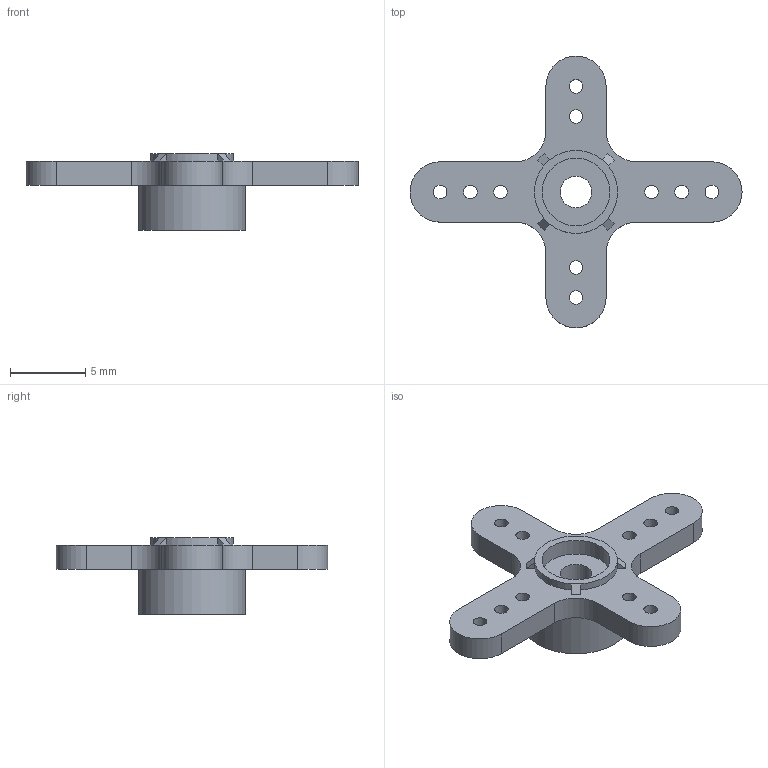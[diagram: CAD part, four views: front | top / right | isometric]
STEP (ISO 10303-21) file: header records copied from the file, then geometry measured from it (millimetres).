
FILE_DESCRIPTION(('FreeCAD Model'),'2;1');
FILE_NAME('Open CASCADE Shape Model','2024-10-10T09:25:31',(''),(''), 'Open CASCADE STEP processor 7.6','FreeCAD','Unknown');
FILE_SCHEMA(('AUTOMOTIVE_DESIGN { 1 0 10303 214 1 1 1 1 }'));
Length unit declared in the file: millimetre
Products named in the file (1): BrasCroix
Bounding box: 22 x 18 x 5.1 mm (x, y, z)
Volume: 276.4 mm3; surface area: 586.9 mm2
Topology: 1 solids, 1 shells, 114 faces, 326 edges, 218 vertices
Faces by surface type: plane 68, cylinder 46
Full cylindrical faces by diameter (mm): 0.9 x10, 2.1 x1, 4.5 x1, 7.1 x1
Entity records: 7964 total; most frequent: CARTESIAN_POINT 1490, DIRECTION 1178, LINE 677, VECTOR 677, ORIENTED_EDGE 652, PCURVE 652, DEFINITIONAL_REPRESENTATION 652, EDGE_CURVE 326
